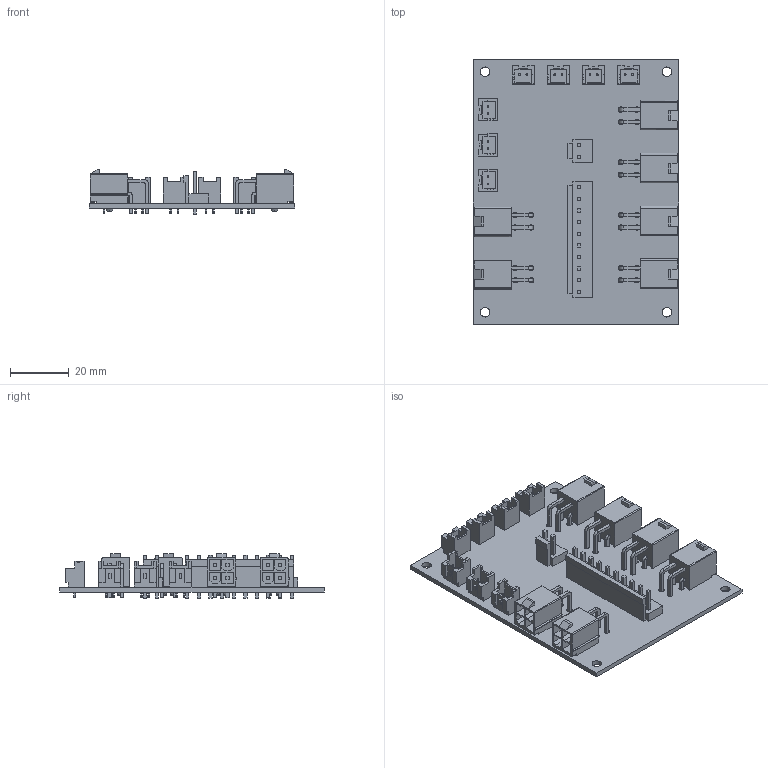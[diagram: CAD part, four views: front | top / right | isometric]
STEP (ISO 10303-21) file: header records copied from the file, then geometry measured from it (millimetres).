
FILE_DESCRIPTION(('KiCad electronic assembly'),'2;1');
FILE_NAME('PowerDistributionUnit.step','2019-11-12T18:10:10',( 'An Author'),('A Company'),'Open CASCADE STEP processor 6.9', 'KiCad to STEP converter','Unknown');
FILE_SCHEMA(('AUTOMOTIVE_DESIGN { 1 0 10303 214 1 1 1 1 }'));
Length unit declared in the file: millimetre
Products named in the file (10): Open CASCADE STEP translator 6.9 1; Molex-MiniFitJr-1724480004; COMPOUND; B10P-VH; SOLID; B2P-VH; B02B-XASK-1
Assembly tree (20 placements, depth 3):
  Open CASCADE STEP translator 6.9 1
    Molex-MiniFitJr-1724480004  x6
      COMPOUND
    B10P-VH
      SOLID
    B2P-VH
      SOLID
    B02B-XASK-1  x7
      SOLID
    COMPOUND
Bounding box: 70 x 90 x 15.1 mm (x, y, z)
Volume: 17555.7 mm3; surface area: 28010.3 mm2
Topology: 16 solids, 16 shells, 1309 faces, 3392 edges, 2324 vertices
Faces by surface type: plane 1037, cylinder 248, cone 24
Full cylindrical faces by diameter (mm): 0.9 x14, 1.7 x12, 1.8 x24, 3 x6, 3.2 x4
Entity records: 28575 total; most frequent: CARTESIAN_POINT 5869, DIRECTION 3842, LINE 2562, VECTOR 2562, ORIENTED_EDGE 1984, PCURVE 1984, DEFINITIONAL_REPRESENTATION 1984, EDGE_CURVE 992
